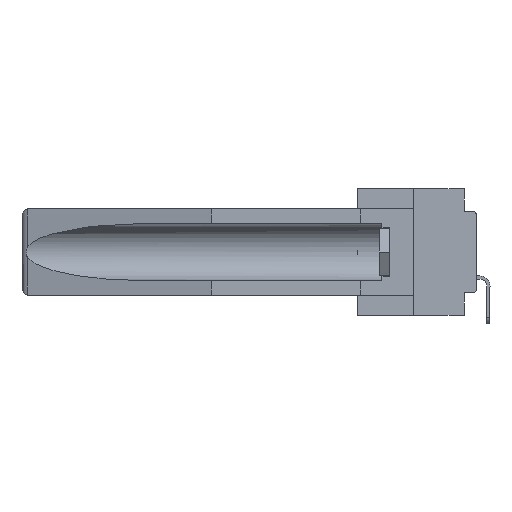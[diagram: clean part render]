
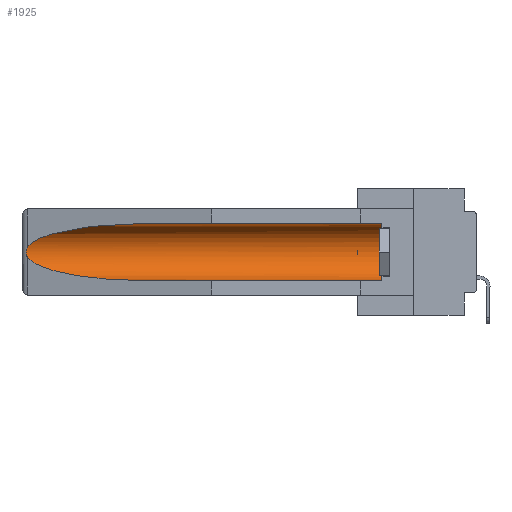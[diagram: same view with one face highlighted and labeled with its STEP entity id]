
A CAD part, left-side view. The second image highlights one B-rep face of the part: STEP entity #1925.
In plain terms, the highlighted cylindrical face has radius 2.857 mm (diameter 5.715 mm), a partial arc.
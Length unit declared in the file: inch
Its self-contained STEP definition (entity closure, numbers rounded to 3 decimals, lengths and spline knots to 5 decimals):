
#856 = CARTESIAN_POINT ( 'NONE',  ( 0.26597, 1.5296, -0.19026 ) ) ;
#984 = DIRECTION ( 'NONE',  ( 0., 1., 0. ) ) ;
#1192 = VERTEX_POINT ( 'NONE', #8106 ) ;
#1364 = EDGE_CURVE ( 'NONE', #26935, #16510, #1428, .T. ) ;
#1428 = LINE ( 'NONE', #14818, #2880 ) ;
#1925 = ADVANCED_FACE ( 'NONE', ( #18377 ), #37165, .F. ) ;
#1958 = CIRCLE ( 'NONE', #39935, 0.1125 ) ;
#2682 = CARTESIAN_POINT ( 'NONE',  ( 0.21114, 1.30732, -0.059 ) ) ;
#2880 = VECTOR ( 'NONE', #11858, 39.37008 ) ;
#3433 = CARTESIAN_POINT ( 'NONE',  ( 0.26537, 1.52718, -0.19328 ) ) ;
#3840 = ORIENTED_EDGE ( 'NONE', *, *, #31158, .T. ) ;
#3842 = CARTESIAN_POINT ( 'NONE',  ( 0.2673, 1.53269, -0.17917 ) ) ;
#3977 = CARTESIAN_POINT ( 'NONE',  ( 0.155, -0.30754, -0.059 ) ) ;
#4369 = B_SPLINE_CURVE_WITH_KNOTS ( 'NONE', 3,
 ( #31709, #25675, #22027, #25138, #16302, #28368, #3842, #37340, #856, #3433 ),
 .UNSPECIFIED., .F., .F.,
 ( 4, 2, 2, 2, 4 ),
 ( 0., 0.00029, 0.00058, 0.00087, 0.00117 ),
 .UNSPECIFIED. ) ;
#4957 = VECTOR ( 'NONE', #984, 39.37008 ) ;
#5832 = CARTESIAN_POINT ( 'NONE',  ( 0.155, 1.07973, -0.284 ) ) ;
#8106 = CARTESIAN_POINT ( 'NONE',  ( 0.155, 1.07973, -0.059 ) ) ;
#8118 =( BOUNDED_CURVE ( )  B_SPLINE_CURVE ( 3, ( #19668, #10568, #22781, #32197 ),
 .UNSPECIFIED., .F., .T. ) 
 B_SPLINE_CURVE_WITH_KNOTS ( ( 4, 4 ),
 ( 0.1948, 1.5708 ),
 .UNSPECIFIED. ) 
 CURVE ( )  GEOMETRIC_REPRESENTATION_ITEM ( )  RATIONAL_B_SPLINE_CURVE ( ( 1., 0.848, 0.848, 1. ) ) 
 REPRESENTATION_ITEM ( '' )  );
#10568 = CARTESIAN_POINT ( 'NONE',  ( 0.25451, 1.48313, -0.24835 ) ) ;
#11858 = DIRECTION ( 'NONE',  ( 0., 1., 0. ) ) ;
#11884 = ORIENTED_EDGE ( 'NONE', *, *, #1364, .F. ) ;
#12028 = CARTESIAN_POINT ( 'NONE',  ( 0.26537, 1.52718, -0.14972 ) ) ;
#12073 = DIRECTION ( 'NONE',  ( 0., 1., 0. ) ) ;
#12361 = CARTESIAN_POINT ( 'NONE',  ( 0.155, 0.126, -0.284 ) ) ;
#12563 = CARTESIAN_POINT ( 'NONE',  ( 0.26537, 1.52718, -0.14972 ) ) ;
#13788 = CARTESIAN_POINT ( 'NONE',  ( 0.26537, 1.52718, -0.19328 ) ) ;
#14818 = CARTESIAN_POINT ( 'NONE',  ( 0.155, -0.30754, -0.284 ) ) ;
#16302 = CARTESIAN_POINT ( 'NONE',  ( 0.2675, 1.53308, -0.16763 ) ) ;
#16510 = VERTEX_POINT ( 'NONE', #5832 ) ;
#16628 = ORIENTED_EDGE ( 'NONE', *, *, #38383, .T. ) ;
#17582 = EDGE_LOOP ( 'NONE', ( #38334, #20502, #3840, #11884, #33611, #16628 ) ) ;
#18377 = FACE_OUTER_BOUND ( 'NONE', #17582, .T. ) ;
#19216 = DIRECTION ( 'NONE',  ( 0., 0., 1. ) ) ;
#19417 = AXIS2_PLACEMENT_3D ( 'NONE', #33027, #12073, #30505 ) ;
#19499 = LINE ( 'NONE', #3977, #4957 ) ;
#19668 = CARTESIAN_POINT ( 'NONE',  ( 0.26537, 1.52718, -0.19328 ) ) ;
#20502 = ORIENTED_EDGE ( 'NONE', *, *, #36563, .T. ) ;
#22027 = CARTESIAN_POINT ( 'NONE',  ( 0.26654, 1.53092, -0.15636 ) ) ;
#22781 = CARTESIAN_POINT ( 'NONE',  ( 0.21114, 1.30732, -0.284 ) ) ;
#25138 = CARTESIAN_POINT ( 'NONE',  ( 0.2673, 1.5327, -0.16383 ) ) ;
#25310 = DIRECTION ( 'NONE',  ( 0., -1., 0. ) ) ;
#25675 = CARTESIAN_POINT ( 'NONE',  ( 0.26597, 1.52961, -0.15275 ) ) ;
#25846 = CARTESIAN_POINT ( 'NONE',  ( 0.155, 0.126, -0.059 ) ) ;
#26935 = VERTEX_POINT ( 'NONE', #12361 ) ;
#27896 = CARTESIAN_POINT ( 'NONE',  ( 0.155, 1.07973, -0.059 ) ) ;
#28368 = CARTESIAN_POINT ( 'NONE',  ( 0.2675, 1.53308, -0.17534 ) ) ;
#29983 = EDGE_CURVE ( 'NONE', #26935, #30117, #1958, .T. ) ;
#30117 = VERTEX_POINT ( 'NONE', #25846 ) ;
#30505 = DIRECTION ( 'NONE',  ( 0., 0., 1. ) ) ;
#30583 = CARTESIAN_POINT ( 'NONE',  ( 0.25451, 1.48313, -0.09465 ) ) ;
#31158 = EDGE_CURVE ( 'NONE', #31181, #16510, #8118, .T. ) ;
#31181 = VERTEX_POINT ( 'NONE', #13788 ) ;
#31692 = VERTEX_POINT ( 'NONE', #12563 ) ;
#31709 = CARTESIAN_POINT ( 'NONE',  ( 0.26537, 1.52718, -0.14972 ) ) ;
#32197 = CARTESIAN_POINT ( 'NONE',  ( 0.155, 1.07973, -0.284 ) ) ;
#33027 = CARTESIAN_POINT ( 'NONE',  ( 0.155, -0.30754, -0.1715 ) ) ;
#33611 = ORIENTED_EDGE ( 'NONE', *, *, #29983, .T. ) ;
#35830 = EDGE_CURVE ( 'NONE', #1192, #31692, #36802, .T. ) ;
#36563 = EDGE_CURVE ( 'NONE', #31692, #31181, #4369, .T. ) ;
#36802 =( BOUNDED_CURVE ( )  B_SPLINE_CURVE ( 3, ( #27896, #2682, #30583, #12028 ),
 .UNSPECIFIED., .F., .F. ) 
 B_SPLINE_CURVE_WITH_KNOTS ( ( 4, 4 ),
 ( 4.71239, 6.08839 ),
 .UNSPECIFIED. ) 
 CURVE ( )  GEOMETRIC_REPRESENTATION_ITEM ( )  RATIONAL_B_SPLINE_CURVE ( ( 1., 0.848, 0.848, 1. ) ) 
 REPRESENTATION_ITEM ( '' )  );
#37165 = CYLINDRICAL_SURFACE ( 'NONE', #19417, 0.1125 ) ;
#37340 = CARTESIAN_POINT ( 'NONE',  ( 0.26655, 1.53094, -0.18657 ) ) ;
#38059 = CARTESIAN_POINT ( 'NONE',  ( 0.155, 0.126, -0.1715 ) ) ;
#38334 = ORIENTED_EDGE ( 'NONE', *, *, #35830, .T. ) ;
#38383 = EDGE_CURVE ( 'NONE', #30117, #1192, #19499, .T. ) ;
#39935 = AXIS2_PLACEMENT_3D ( 'NONE', #38059, #25310, #19216 ) ;
